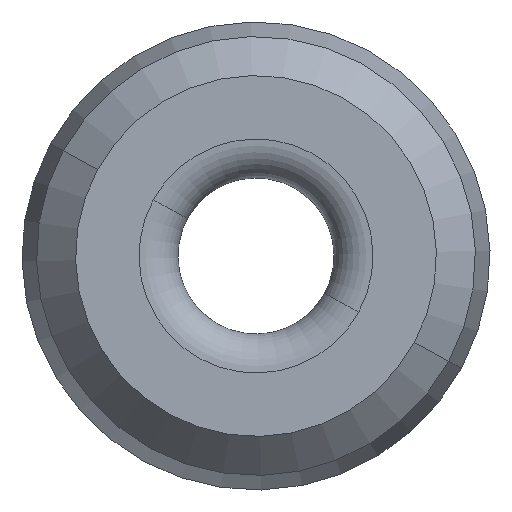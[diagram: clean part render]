
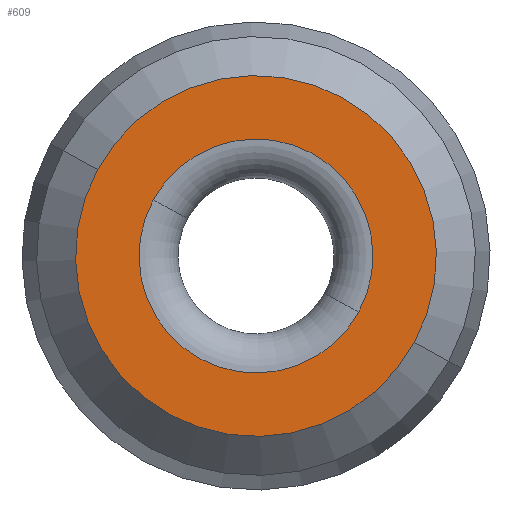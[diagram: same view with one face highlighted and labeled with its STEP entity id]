
A CAD part, left-side view. The second image highlights one B-rep face of the part: STEP entity #609.
In plain terms, the highlighted planar face has unit normal (-1, 0, 0).
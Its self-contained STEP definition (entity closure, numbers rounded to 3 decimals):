
#548=CARTESIAN_POINT('Vertex',(-4.,2.029,1.109)) ;
#551=CARTESIAN_POINT('Axis2P3D Location',(-4.,0.,0.)) ;
#555=CARTESIAN_POINT('Vertex',(-4.,-2.029,-1.109)) ;
#570=CARTESIAN_POINT('Axis2P3D Location',(-4.,0.,0.)) ;
#582=CARTESIAN_POINT('Axis2P3D Location',(-4.,1.,0.)) ;
#591=CARTESIAN_POINT('Axis2P3D Location',(-4.,0.,0.)) ;
#595=CARTESIAN_POINT('Vertex',(-4.,-1.316,-0.719)) ;
#597=CARTESIAN_POINT('Vertex',(-4.,1.316,0.719)) ;
#600=CARTESIAN_POINT('Axis2P3D Location',(-4.,0.,0.)) ;
#552=DIRECTION('Axis2P3D Direction',(1.,0.,0.)) ;
#571=DIRECTION('Axis2P3D Direction',(1.,0.,0.)) ;
#583=DIRECTION('Axis2P3D Direction',(1.,0.,0.)) ;
#584=DIRECTION('Axis2P3D XDirection',(0.,1.,0.)) ;
#592=DIRECTION('Axis2P3D Direction',(1.,0.,0.)) ;
#601=DIRECTION('Axis2P3D Direction',(1.,0.,0.)) ;
#553=AXIS2_PLACEMENT_3D('Circle Axis2P3D',#551,#552,$) ;
#572=AXIS2_PLACEMENT_3D('Circle Axis2P3D',#570,#571,$) ;
#585=AXIS2_PLACEMENT_3D('Plane Axis2P3D',#582,#583,#584) ;
#593=AXIS2_PLACEMENT_3D('Circle Axis2P3D',#591,#592,$) ;
#602=AXIS2_PLACEMENT_3D('Circle Axis2P3D',#600,#601,$) ;
#588=ORIENTED_EDGE('',*,*,#557,.F.) ;
#589=ORIENTED_EDGE('',*,*,#574,.F.) ;
#606=ORIENTED_EDGE('',*,*,#599,.T.) ;
#607=ORIENTED_EDGE('',*,*,#604,.T.) ;
#608=FACE_BOUND('',#605,.T.) ;
#609=ADVANCED_FACE('Corps principal',(#590,#608),#586,.F.) ;
#554=CIRCLE('generated circle',#553,2.312) ;
#573=CIRCLE('generated circle',#572,2.312) ;
#594=CIRCLE('generated circle',#593,1.5) ;
#603=CIRCLE('generated circle',#602,1.5) ;
#557=EDGE_CURVE('',#549,#556,#554,.T.) ;
#574=EDGE_CURVE('',#556,#549,#573,.T.) ;
#599=EDGE_CURVE('',#596,#598,#594,.T.) ;
#604=EDGE_CURVE('',#598,#596,#603,.T.) ;
#587=EDGE_LOOP('',(#588,#589)) ;
#605=EDGE_LOOP('',(#606,#607)) ;
#590=FACE_OUTER_BOUND('',#587,.T.) ;
#586=PLANE('',#585) ;
#549=VERTEX_POINT('',#548) ;
#556=VERTEX_POINT('',#555) ;
#596=VERTEX_POINT('',#595) ;
#598=VERTEX_POINT('',#597) ;
